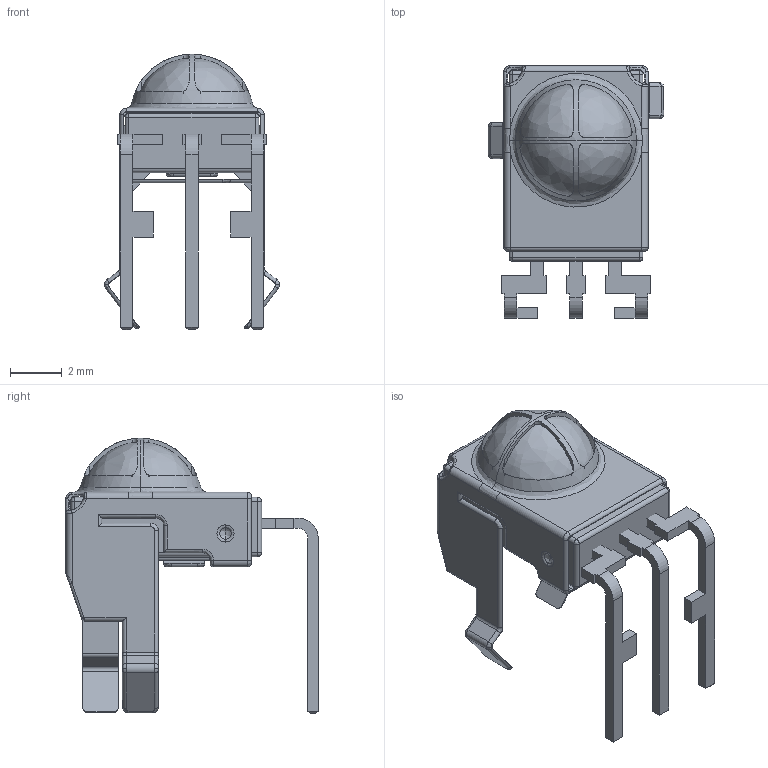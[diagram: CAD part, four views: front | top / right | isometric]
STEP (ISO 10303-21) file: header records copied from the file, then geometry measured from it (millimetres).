
FILE_DESCRIPTION (( 'STEP AP214' ), '1' );
FILE_NAME ('User Library-GP1UE26.STEP', '2015-07-08T04:21:10', ( 'Windows User' ), ( '' ), 'SwSTEP 2.0', 'SolidWorks 2015', '' );
FILE_SCHEMA (( 'AUTOMOTIVE_DESIGN' ));
Length unit declared in the file: millimetre
Products named in the file (1): User Library-GP1UE26
Bounding box: 6.8 x 9.8 x 10.7 mm (x, y, z)
Volume: 140.1 mm3; surface area: 519.9 mm2
Topology: 5 solids, 5 shells, 370 faces, 927 edges, 553 vertices
Faces by surface type: plane 137, cylinder 128, bspline 105
Entity records: 16892 total; most frequent: CARTESIAN_POINT 4710, ORIENTED_EDGE 1816, DIRECTION 1484, EDGE_CURVE 908, VERTEX_POINT 553, AXIS2_PLACEMENT_3D 507, VECTOR 470, LINE 470
